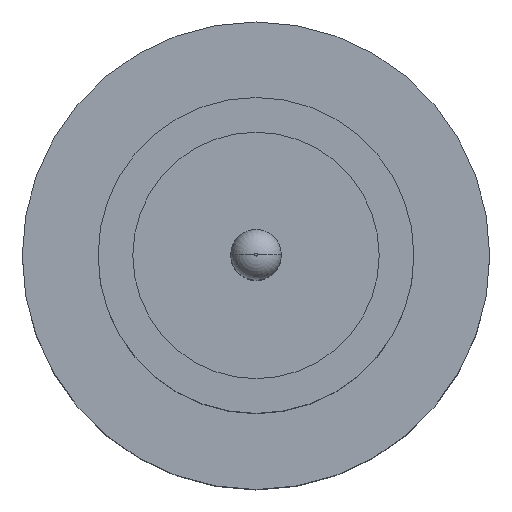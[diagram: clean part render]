
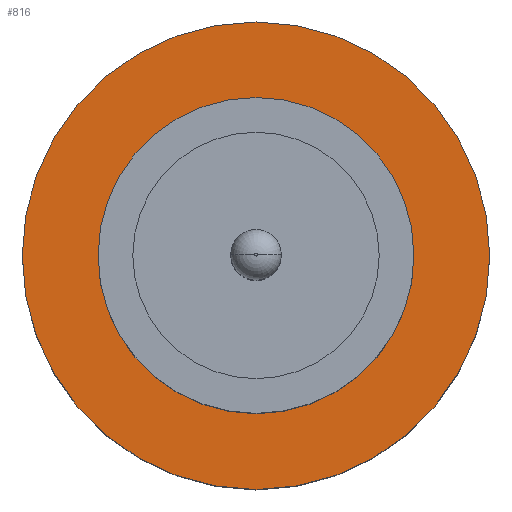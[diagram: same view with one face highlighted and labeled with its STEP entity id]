
A CAD part, top view. The second image highlights one B-rep face of the part: STEP entity #816.
In plain terms, the highlighted planar face has unit normal (0, 0, 1).
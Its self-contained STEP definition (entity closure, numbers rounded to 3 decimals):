
#19 = CIRCLE ( 'NONE', #688, 1.85 ) ;
#30 = ORIENTED_EDGE ( 'NONE', *, *, #674, .T. ) ;
#51 = FACE_BOUND ( 'NONE', #476, .T. ) ;
#103 = DIRECTION ( 'NONE',  ( 0., 0., 1. ) ) ;
#106 = AXIS2_PLACEMENT_3D ( 'NONE', #291, #427, #726 ) ;
#114 = CARTESIAN_POINT ( 'NONE',  ( 0., 0., 1.55 ) ) ;
#132 = DIRECTION ( 'NONE',  ( 1., 0., 0. ) ) ;
#171 = CARTESIAN_POINT ( 'NONE',  ( 1.25, 0., 1.55 ) ) ;
#196 = CARTESIAN_POINT ( 'NONE',  ( 0., 0., 1.55 ) ) ;
#223 = ORIENTED_EDGE ( 'NONE', *, *, #489, .T. ) ;
#275 = EDGE_LOOP ( 'NONE', ( #30, #223 ) ) ;
#288 = CARTESIAN_POINT ( 'NONE',  ( 1.85, 0., 1.55 ) ) ;
#291 = CARTESIAN_POINT ( 'NONE',  ( 0., 0., 1.55 ) ) ;
#330 = DIRECTION ( 'NONE',  ( 0., 0., 1. ) ) ;
#346 = CARTESIAN_POINT ( 'NONE',  ( -1.25, 0., 1.55 ) ) ;
#357 = CARTESIAN_POINT ( 'NONE',  ( 0., 0., 1.55 ) ) ;
#360 = CARTESIAN_POINT ( 'NONE',  ( 0., 0., 1.55 ) ) ;
#366 = VERTEX_POINT ( 'NONE', #288 ) ;
#427 = DIRECTION ( 'NONE',  ( 0., 0., 1. ) ) ;
#457 = EDGE_CURVE ( 'NONE', #775, #878, #742, .T. ) ;
#476 = EDGE_LOOP ( 'NONE', ( #651, #477 ) ) ;
#477 = ORIENTED_EDGE ( 'NONE', *, *, #457, .F. ) ;
#481 = AXIS2_PLACEMENT_3D ( 'NONE', #114, #810, #517 ) ;
#489 = EDGE_CURVE ( 'NONE', #366, #755, #865, .T. ) ;
#517 = DIRECTION ( 'NONE',  ( 1., 0., 0. ) ) ;
#571 = DIRECTION ( 'NONE',  ( 0., 0., 1. ) ) ;
#628 = AXIS2_PLACEMENT_3D ( 'NONE', #196, #330, #132 ) ;
#637 = CIRCLE ( 'NONE', #106, 1.25 ) ;
#651 = ORIENTED_EDGE ( 'NONE', *, *, #754, .F. ) ;
#661 = PLANE ( 'NONE',  #864 ) ;
#674 = EDGE_CURVE ( 'NONE', #755, #366, #19, .T. ) ;
#688 = AXIS2_PLACEMENT_3D ( 'NONE', #357, #571, #780 ) ;
#711 = CARTESIAN_POINT ( 'NONE',  ( -1.85, 0., 1.55 ) ) ;
#726 = DIRECTION ( 'NONE',  ( 1., 0., 0. ) ) ;
#742 = CIRCLE ( 'NONE', #481, 1.25 ) ;
#754 = EDGE_CURVE ( 'NONE', #878, #775, #637, .T. ) ;
#755 = VERTEX_POINT ( 'NONE', #711 ) ;
#775 = VERTEX_POINT ( 'NONE', #346 ) ;
#780 = DIRECTION ( 'NONE',  ( 1., 0., 0. ) ) ;
#799 = DIRECTION ( 'NONE',  ( 1., 0., 0. ) ) ;
#810 = DIRECTION ( 'NONE',  ( 0., 0., 1. ) ) ;
#816 = ADVANCED_FACE ( 'NONE', ( #51, #879 ), #661, .T. ) ;
#864 = AXIS2_PLACEMENT_3D ( 'NONE', #360, #103, #799 ) ;
#865 = CIRCLE ( 'NONE', #628, 1.85 ) ;
#878 = VERTEX_POINT ( 'NONE', #171 ) ;
#879 = FACE_OUTER_BOUND ( 'NONE', #275, .T. ) ;
